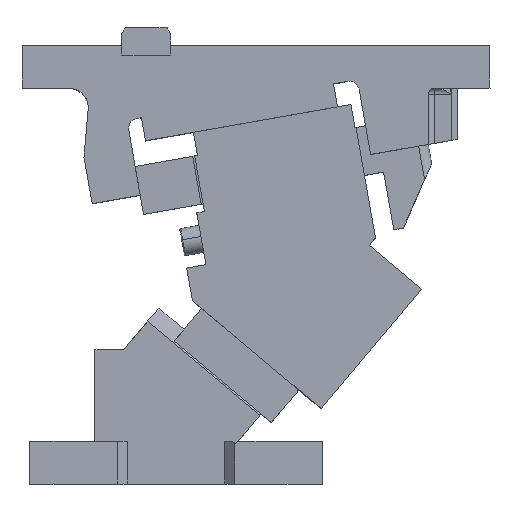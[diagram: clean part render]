
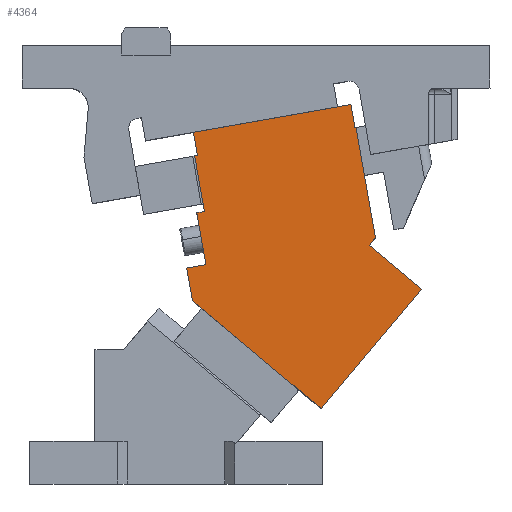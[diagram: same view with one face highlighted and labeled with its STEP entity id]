
A CAD part, top view. The second image highlights one B-rep face of the part: STEP entity #4364.
In plain terms, the highlighted planar face has unit normal (0, 0, 1).
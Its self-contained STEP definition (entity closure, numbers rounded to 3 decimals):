
#2535=CARTESIAN_POINT('Vertex',(-24.67,-63.675,70.)) ;
#2538=CARTESIAN_POINT('Line Origine',(-57.672,-35.983,70.)) ;
#2542=CARTESIAN_POINT('Vertex',(-90.674,-8.291,70.)) ;
#3263=CARTESIAN_POINT('Vertex',(-84.518,37.417,70.)) ;
#3266=CARTESIAN_POINT('Line Origine',(-87.036,51.697,70.)) ;
#3270=CARTESIAN_POINT('Vertex',(-89.554,65.976,70.)) ;
#3381=CARTESIAN_POINT('Vertex',(-88.076,66.237,70.)) ;
#3389=CARTESIAN_POINT('Line Origine',(-88.815,66.107,70.)) ;
#3533=CARTESIAN_POINT('Vertex',(-7.322,80.476,70.)) ;
#3552=CARTESIAN_POINT('Vertex',(-9.406,92.294,70.)) ;
#3555=CARTESIAN_POINT('Line Origine',(-8.364,86.385,70.)) ;
#3570=CARTESIAN_POINT('Line Origine',(-7.076,80.519,70.)) ;
#3574=CARTESIAN_POINT('Vertex',(-6.83,80.563,70.)) ;
#3594=CARTESIAN_POINT('Line Origine',(-1.837,52.25,70.)) ;
#3598=CARTESIAN_POINT('Vertex',(3.155,23.936,70.)) ;
#3810=CARTESIAN_POINT('Vertex',(-88.457,36.722,70.)) ;
#3817=CARTESIAN_POINT('Vertex',(-83.769,10.133,70.)) ;
#3820=CARTESIAN_POINT('Line Origine',(-86.113,23.427,70.)) ;
#3901=CARTESIAN_POINT('Line Origine',(-86.488,37.07,70.)) ;
#3980=CARTESIAN_POINT('Line Origine',(-92.146,0.052,70.)) ;
#3984=CARTESIAN_POINT('Vertex',(-93.617,8.396,70.)) ;
#4004=CARTESIAN_POINT('Line Origine',(-88.693,9.264,70.)) ;
#4218=CARTESIAN_POINT('Vertex',(26.753,-2.391,70.)) ;
#4221=CARTESIAN_POINT('Line Origine',(1.041,-33.033,70.)) ;
#4246=CARTESIAN_POINT('Vertex',(-0.059,20.106,70.)) ;
#4249=CARTESIAN_POINT('Line Origine',(13.347,8.857,70.)) ;
#4266=CARTESIAN_POINT('Line Origine',(1.548,22.021,70.)) ;
#4322=CARTESIAN_POINT('Vertex',(-90.16,78.055,70.)) ;
#4325=CARTESIAN_POINT('Line Origine',(-49.783,85.174,70.)) ;
#4337=CARTESIAN_POINT('Axis2P3D Location',(-51.482,-41.177,70.)) ;
#4342=CARTESIAN_POINT('Line Origine',(-89.118,72.146,70.)) ;
#2539=DIRECTION('Vector Direction',(-0.766,0.643,0.)) ;
#3267=DIRECTION('Vector Direction',(0.174,-0.985,0.)) ;
#3390=DIRECTION('Vector Direction',(-0.985,-0.174,0.)) ;
#3556=DIRECTION('Vector Direction',(0.174,-0.985,0.)) ;
#3571=DIRECTION('Vector Direction',(-0.985,-0.174,0.)) ;
#3595=DIRECTION('Vector Direction',(-0.174,0.985,0.)) ;
#3821=DIRECTION('Vector Direction',(0.174,-0.985,0.)) ;
#3902=DIRECTION('Vector Direction',(-0.985,-0.174,0.)) ;
#3981=DIRECTION('Vector Direction',(0.174,-0.985,0.)) ;
#4005=DIRECTION('Vector Direction',(-0.985,-0.174,0.)) ;
#4222=DIRECTION('Vector Direction',(-0.643,-0.766,0.)) ;
#4250=DIRECTION('Vector Direction',(-0.766,0.643,0.)) ;
#4267=DIRECTION('Vector Direction',(-0.643,-0.766,0.)) ;
#4326=DIRECTION('Vector Direction',(-0.985,-0.174,0.)) ;
#4338=DIRECTION('Axis2P3D Direction',(-0.,0.,1.)) ;
#4339=DIRECTION('Axis2P3D XDirection',(0.906,-0.423,0.)) ;
#4343=DIRECTION('Vector Direction',(0.174,-0.985,0.)) ;
#4340=AXIS2_PLACEMENT_3D('Plane Axis2P3D',#4337,#4338,#4339) ;
#4348=ORIENTED_EDGE('',*,*,#4008,.T.) ;
#4349=ORIENTED_EDGE('',*,*,#3986,.T.) ;
#4350=ORIENTED_EDGE('',*,*,#2544,.F.) ;
#4351=ORIENTED_EDGE('',*,*,#4225,.F.) ;
#4352=ORIENTED_EDGE('',*,*,#4253,.T.) ;
#4353=ORIENTED_EDGE('',*,*,#4270,.F.) ;
#4354=ORIENTED_EDGE('',*,*,#3600,.T.) ;
#4355=ORIENTED_EDGE('',*,*,#3576,.T.) ;
#4356=ORIENTED_EDGE('',*,*,#3559,.F.) ;
#4357=ORIENTED_EDGE('',*,*,#4329,.T.) ;
#4358=ORIENTED_EDGE('',*,*,#4346,.T.) ;
#4359=ORIENTED_EDGE('',*,*,#3393,.T.) ;
#4360=ORIENTED_EDGE('',*,*,#3272,.T.) ;
#4361=ORIENTED_EDGE('',*,*,#3905,.T.) ;
#4362=ORIENTED_EDGE('',*,*,#3824,.T.) ;
#2540=VECTOR('Line Direction',#2539,1.) ;
#3268=VECTOR('Line Direction',#3267,1.) ;
#3391=VECTOR('Line Direction',#3390,1.) ;
#3557=VECTOR('Line Direction',#3556,1.) ;
#3572=VECTOR('Line Direction',#3571,1.) ;
#3596=VECTOR('Line Direction',#3595,1.) ;
#3822=VECTOR('Line Direction',#3821,1.) ;
#3903=VECTOR('Line Direction',#3902,1.) ;
#3982=VECTOR('Line Direction',#3981,1.) ;
#4006=VECTOR('Line Direction',#4005,1.) ;
#4223=VECTOR('Line Direction',#4222,1.) ;
#4251=VECTOR('Line Direction',#4250,1.) ;
#4268=VECTOR('Line Direction',#4267,1.) ;
#4327=VECTOR('Line Direction',#4326,1.) ;
#4344=VECTOR('Line Direction',#4343,1.) ;
#4364=ADVANCED_FACE('CAM SLIDER',(#4363),#4341,.T.) ;
#2544=EDGE_CURVE('',#2536,#2543,#2541,.T.) ;
#3272=EDGE_CURVE('',#3271,#3264,#3269,.T.) ;
#3393=EDGE_CURVE('',#3382,#3271,#3392,.T.) ;
#3559=EDGE_CURVE('',#3553,#3534,#3558,.T.) ;
#3576=EDGE_CURVE('',#3575,#3534,#3573,.T.) ;
#3600=EDGE_CURVE('',#3599,#3575,#3597,.T.) ;
#3824=EDGE_CURVE('',#3811,#3818,#3823,.T.) ;
#3905=EDGE_CURVE('',#3264,#3811,#3904,.T.) ;
#3986=EDGE_CURVE('',#3985,#2543,#3983,.T.) ;
#4008=EDGE_CURVE('',#3818,#3985,#4007,.T.) ;
#4225=EDGE_CURVE('',#4219,#2536,#4224,.T.) ;
#4253=EDGE_CURVE('',#4219,#4247,#4252,.T.) ;
#4270=EDGE_CURVE('',#3599,#4247,#4269,.T.) ;
#4329=EDGE_CURVE('',#3553,#4323,#4328,.T.) ;
#4346=EDGE_CURVE('',#4323,#3382,#4345,.T.) ;
#4347=EDGE_LOOP('',(#4348,#4349,#4350,#4351,#4352,#4353,#4354,#4355,#4356,#4357,#4358,#4359,#4360,#4361,#4362)) ;
#4363=FACE_OUTER_BOUND('',#4347,.T.) ;
#2541=LINE('Line',#2538,#2540) ;
#3269=LINE('Line',#3266,#3268) ;
#3392=LINE('Line',#3389,#3391) ;
#3558=LINE('Line',#3555,#3557) ;
#3573=LINE('Line',#3570,#3572) ;
#3597=LINE('Line',#3594,#3596) ;
#3823=LINE('Line',#3820,#3822) ;
#3904=LINE('Line',#3901,#3903) ;
#3983=LINE('Line',#3980,#3982) ;
#4007=LINE('Line',#4004,#4006) ;
#4224=LINE('Line',#4221,#4223) ;
#4252=LINE('Line',#4249,#4251) ;
#4269=LINE('Line',#4266,#4268) ;
#4328=LINE('Line',#4325,#4327) ;
#4345=LINE('Line',#4342,#4344) ;
#4341=PLANE('Plane',#4340) ;
#2536=VERTEX_POINT('',#2535) ;
#2543=VERTEX_POINT('',#2542) ;
#3264=VERTEX_POINT('',#3263) ;
#3271=VERTEX_POINT('',#3270) ;
#3382=VERTEX_POINT('',#3381) ;
#3534=VERTEX_POINT('',#3533) ;
#3553=VERTEX_POINT('',#3552) ;
#3575=VERTEX_POINT('',#3574) ;
#3599=VERTEX_POINT('',#3598) ;
#3811=VERTEX_POINT('',#3810) ;
#3818=VERTEX_POINT('',#3817) ;
#3985=VERTEX_POINT('',#3984) ;
#4219=VERTEX_POINT('',#4218) ;
#4247=VERTEX_POINT('',#4246) ;
#4323=VERTEX_POINT('',#4322) ;
